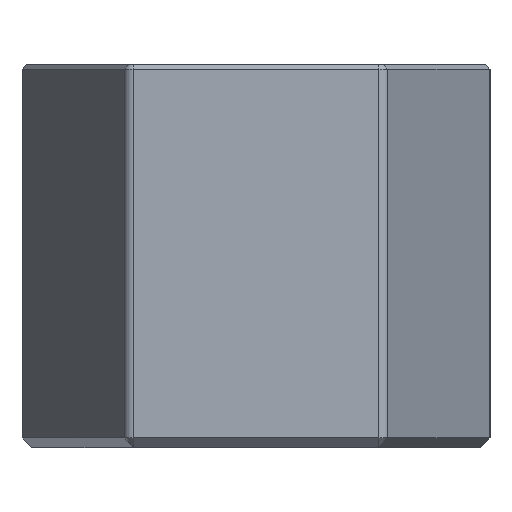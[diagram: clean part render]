
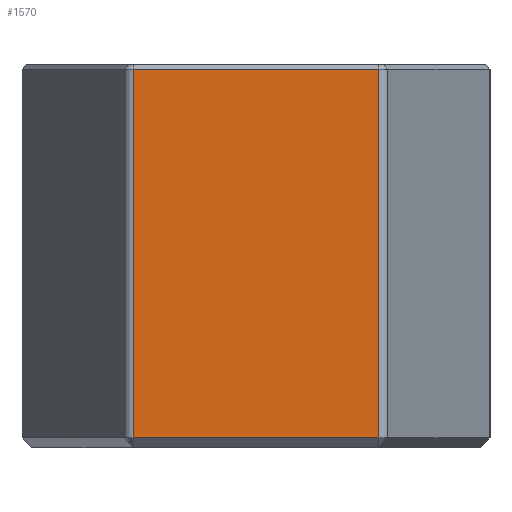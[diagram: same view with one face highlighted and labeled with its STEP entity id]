
A CAD part, front view. The second image highlights one B-rep face of the part: STEP entity #1570.
In plain terms, the highlighted planar face has unit normal (0, -1, 0).
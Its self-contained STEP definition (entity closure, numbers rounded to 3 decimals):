
#162=FACE_OUTER_BOUND('',#268,.T.);
#268=EDGE_LOOP('',(#1143,#1144,#1145,#1146));
#385=LINE('',#2427,#549);
#398=LINE('',#2466,#562);
#400=LINE('',#2472,#564);
#401=LINE('',#2473,#565);
#549=VECTOR('',#1918,10.);
#562=VECTOR('',#1965,10.);
#564=VECTOR('',#1971,10.);
#565=VECTOR('',#1972,10.);
#708=VERTEX_POINT('',#2423);
#709=VERTEX_POINT('',#2425);
#718=VERTEX_POINT('',#2465);
#720=VERTEX_POINT('',#2471);
#851=EDGE_CURVE('',#709,#708,#385,.T.);
#870=EDGE_CURVE('',#718,#708,#398,.T.);
#873=EDGE_CURVE('',#720,#709,#400,.T.);
#874=EDGE_CURVE('',#718,#720,#401,.T.);
#1143=ORIENTED_EDGE('',*,*,#851,.F.);
#1144=ORIENTED_EDGE('',*,*,#873,.F.);
#1145=ORIENTED_EDGE('',*,*,#874,.F.);
#1146=ORIENTED_EDGE('',*,*,#870,.T.);
#1504=PLANE('',#1706);
#1570=ADVANCED_FACE('',(#162),#1504,.T.);
#1706=AXIS2_PLACEMENT_3D('',#2470,#1969,#1970);
#1918=DIRECTION('',(-1.,0.,0.));
#1965=DIRECTION('',(0.,0.,-1.));
#1969=DIRECTION('center_axis',(0.,-1.,0.));
#1970=DIRECTION('ref_axis',(-1.,0.,0.));
#1971=DIRECTION('',(0.,0.,-1.));
#1972=DIRECTION('',(1.,0.,0.));
#2423=CARTESIAN_POINT('',(187.19,-119.193,-111.));
#2425=CARTESIAN_POINT('',(212.79,-119.193,-111.));
#2427=CARTESIAN_POINT('',(206.39,-119.193,-111.));
#2465=CARTESIAN_POINT('',(187.19,-119.193,-72.5));
#2466=CARTESIAN_POINT('',(187.19,-119.193,-72.));
#2470=CARTESIAN_POINT('Origin',(212.79,-119.193,-72.));
#2471=CARTESIAN_POINT('',(212.79,-119.193,-72.5));
#2472=CARTESIAN_POINT('',(212.79,-119.193,-72.));
#2473=CARTESIAN_POINT('',(206.39,-119.193,-72.5));
